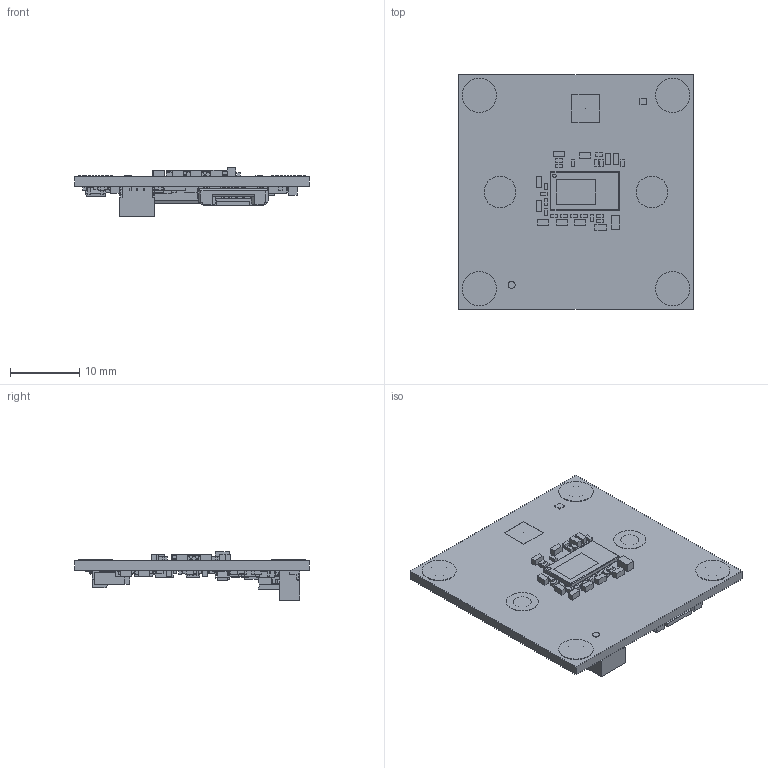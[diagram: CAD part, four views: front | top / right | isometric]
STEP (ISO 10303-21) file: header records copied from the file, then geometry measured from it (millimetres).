
FILE_DESCRIPTION(('STEP AP214'),'1');
FILE_NAME('Board1_BoardAndModels.step','2023-02-02T08:35:49',(' '),(' '),'Spatial InterOp 3D','XD3DPlugin XRACreate',' ');
FILE_SCHEMA(('automotive_design'));
Length unit declared in the file: millimetre
Products named in the file (125): Submodel-TRANSISTOR932.xtd; TRANSISTOR932; Submodel-TRANSISTOR932_part_simplified_DFN-0806-3; DesignRootModel; Submodel-JUMP32.xtd; JUMP32; Submodel-JUMP32_part_simplified_J1X3-0402-C3; Submodel-REMOVE_MECH63.xtd; REMOVE_MECH63; Submodel-MECH63_part_simplified_Bohr-2.7dk; Submodel-06035C473JAZ7A_0.xtd; 06035C473JAZ7A_0; Submodel-CAP3343_part_simplified_0603-C3; Submodel-0402YC822JAZ4A.xtd; 0402YC822JAZ4A; Submodel-CAP722_part_simplified_0402-C3; Submodel-EEPROM143.xtd; EEPROM143; Submodel-EEPROM143_part_simplified_DFN9-50-EP1600x1600; Submodel-C0402C270F5GAC_0.xtd; C0402C270F5GAC_0; Submodel-CAP792_part_simplified_0402-C3; Submodel-REMOVE_MECH243.xtd; REMOVE_MECH243; Submodel-MECH243_part_simplified_Fiducial-square; Submodel-xd_sod523_1.xtd; xd_sod523_1; Submodel-DIODE1213_part_simplified_SOD523-C3; Submodel-REMOVE_MECH233.xtd; REMOVE_MECH233; Submodel-MECH233_part_simplified_Fiducial-round; Submodel-CONN3163.xtd; CONN3163; Submodel-CONN3163_part_simplified_X1X3-BM03B-C3; Submodel-CL21C182JBFNNNS.xtd; CL21C182JBFNNNS; Submodel-CAP822_part_simplified_0805-C3; Submodel-RCC-0402-1000F.xtd; RCC-0402-1000F; Submodel-RES1832_part_simplified_0402-C3 ...
Assembly tree (253 placements, depth 5):
  Board1_BoardAndModels
    DesignRootModel
      Submodel-TRANSISTOR932_part_simplified_DFN-0806-3  x4
        Submodel-TRANSISTOR932.xtd
          TRANSISTOR932
      Submodel-JUMP32_part_simplified_J1X3-0402-C3  x2
        Submodel-JUMP32.xtd
          JUMP32
      Submodel-MECH63_part_simplified_Bohr-2.7dk  x4
        Submodel-REMOVE_MECH63.xtd
          REMOVE_MECH63
      Submodel-CAP3343_part_simplified_0603-C3  x22
        Submodel-06035C473JAZ7A_0.xtd
          06035C473JAZ7A_0
      Submodel-CAP722_part_simplified_0402-C3  x31
        Submodel-0402YC822JAZ4A.xtd
          0402YC822JAZ4A
      Submodel-EEPROM143_part_simplified_DFN9-50-EP1600x1600
        Submodel-EEPROM143.xtd
          EEPROM143
      Submodel-CAP792_part_simplified_0402-C3  x19
        Submodel-C0402C270F5GAC_0.xtd
          C0402C270F5GAC_0
      Submodel-MECH243_part_simplified_Fiducial-square  x2
        Submodel-REMOVE_MECH243.xtd
          REMOVE_MECH243
      Submodel-DIODE1213_part_simplified_SOD523-C3  x4
        Submodel-xd_sod523_1.xtd
          xd_sod523_1
      Submodel-MECH233_part_simplified_Fiducial-round  x2
        Submodel-REMOVE_MECH233.xtd
          REMOVE_MECH233
      Submodel-CONN3163_part_simplified_X1X3-BM03B-C3
        Submodel-CONN3163.xtd
          CONN3163
      Submodel-CAP822_part_simplified_0805-C3  x3
        Submodel-CL21C182JBFNNNS.xtd
          CL21C182JBFNNNS
      Submodel-RES1832_part_simplified_0402-C3  x8
        Submodel-RCC-0402-1000F.xtd
          RCC-0402-1000F
      Submodel-RES2092_part_simplified_0402-C3  x2
        Submodel-RCC-0402-1000F.xtd
          RCC-0402-1000F
      Submodel-CAP3953_part_simplified_0402
        Submodel-C0402C270F5GAC_0.xtd
          C0402C270F5GAC_0
      Submodel-RES1982_part_simplified_0402-C3  x9
        Submodel-RCC-0402-1000F.xtd
          RCC-0402-1000F
      Submodel-RES2362_part_simplified_0402-C3  x2
        Submodel-RCC-0402-1000F.xtd
          RCC-0402-1000F
      Submodel-CAP2063_part_simplified_0402-C3
        Submodel-0402YC822JAZ4A.xtd
          0402YC822JAZ4A
      Submodel-CONN11603_part_simplified_X1X30-0_comma_5SH-FH41
        Submodel-CONN11603.xtd
          CONN11603
      Submodel-LOGIC152_part_simplified_SOT753-C3  x2
Bounding box: 34 x 34 x 7.02 mm (x, y, z)
Volume: 2029.9 mm3; surface area: 4865.8 mm2
Topology: 309 solids, 345 shells, 3213 faces, 8284 edges, 5527 vertices
Faces by surface type: plane 2655, cylinder 368, sphere 190
Full cylindrical faces by diameter (mm): 0.25 x3, 2.6 x2, 2.7 x4, 4.6 x2
Entity records: 84071 total; most frequent: CARTESIAN_POINT 10993, DIRECTION 10575, ORIENTED_EDGE 10242, EDGE_CURVE 5157, LINE 4443, VECTOR 4443, VERTEX_POINT 3484, AXIS2_PLACEMENT_3D 3066
